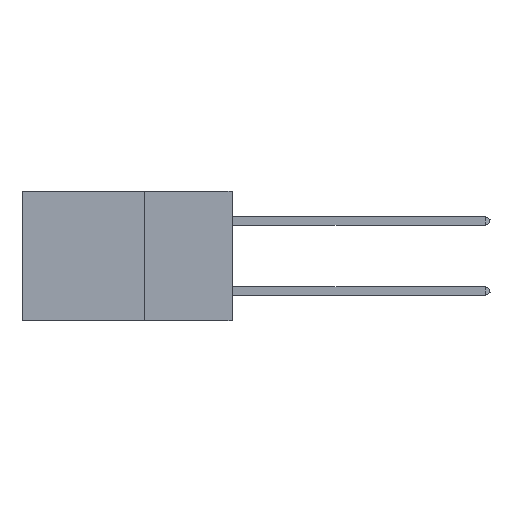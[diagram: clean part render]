
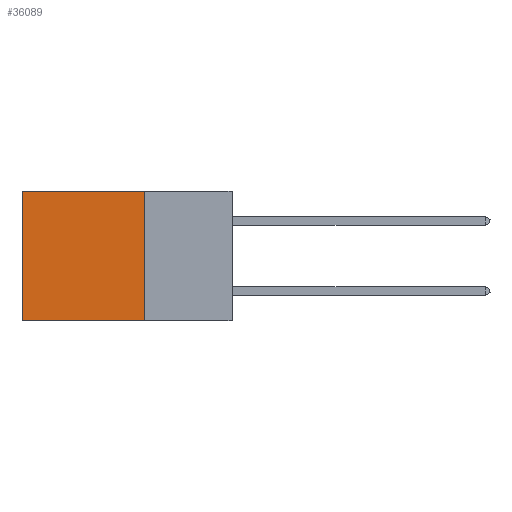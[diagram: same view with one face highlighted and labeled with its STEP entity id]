
A CAD part, left-side view. The second image highlights one B-rep face of the part: STEP entity #36089.
In plain terms, the highlighted planar face has unit normal (-1, 0, 0).
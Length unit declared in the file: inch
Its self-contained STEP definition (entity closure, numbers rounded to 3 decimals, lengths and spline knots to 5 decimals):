
#826 = VERTEX_POINT ( 'NONE', #5210 ) ;
#3457 = ORIENTED_EDGE ( 'NONE', *, *, #31601, .T. ) ;
#3468 = VECTOR ( 'NONE', #3703, 39.37008 ) ;
#3545 = CARTESIAN_POINT ( 'NONE',  ( 0.2875, 0.25, 0. ) ) ;
#3588 = VECTOR ( 'NONE', #30747, 39.37008 ) ;
#3703 = DIRECTION ( 'NONE',  ( 0., 0., -1. ) ) ;
#4707 = EDGE_LOOP ( 'NONE', ( #3457, #27635, #40215, #34876 ) ) ;
#5210 = CARTESIAN_POINT ( 'NONE',  ( 0.2875, 0.25, 0. ) ) ;
#6125 = DIRECTION ( 'NONE',  ( 0., 0., -1. ) ) ;
#9868 = PLANE ( 'NONE',  #20743 ) ;
#13343 = CARTESIAN_POINT ( 'NONE',  ( 0.2875, 0.25, -0.37 ) ) ;
#13602 = CARTESIAN_POINT ( 'NONE',  ( 0.2875, 0.6, 0. ) ) ;
#13949 = FACE_OUTER_BOUND ( 'NONE', #4707, .T. ) ;
#18972 = VECTOR ( 'NONE', #20489, 39.37008 ) ;
#20489 = DIRECTION ( 'NONE',  ( 0., 0., -1. ) ) ;
#20743 = AXIS2_PLACEMENT_3D ( 'NONE', #33996, #23412, #6125 ) ;
#22604 = CARTESIAN_POINT ( 'NONE',  ( 0.2875, 0.6, -0.37 ) ) ;
#23412 = DIRECTION ( 'NONE',  ( 1., 0., 0. ) ) ;
#23634 = EDGE_CURVE ( 'NONE', #826, #42094, #32840, .T. ) ;
#23675 = DIRECTION ( 'NONE',  ( 0., 1., 0. ) ) ;
#27304 = CARTESIAN_POINT ( 'NONE',  ( 0.2875, 0.25, -0.37 ) ) ;
#27635 = ORIENTED_EDGE ( 'NONE', *, *, #40933, .F. ) ;
#28244 = CARTESIAN_POINT ( 'NONE',  ( 0.2875, 0.6, 0. ) ) ;
#28599 = VERTEX_POINT ( 'NONE', #13343 ) ;
#30747 = DIRECTION ( 'NONE',  ( 0., 1., 0. ) ) ;
#31128 = EDGE_CURVE ( 'NONE', #826, #28599, #39947, .T. ) ;
#31601 = EDGE_CURVE ( 'NONE', #42094, #34305, #37190, .T. ) ;
#32840 = LINE ( 'NONE', #3545, #39298 ) ;
#33996 = CARTESIAN_POINT ( 'NONE',  ( 0.2875, 0.25, 0. ) ) ;
#34305 = VERTEX_POINT ( 'NONE', #22604 ) ;
#34876 = ORIENTED_EDGE ( 'NONE', *, *, #23634, .T. ) ;
#35179 = CARTESIAN_POINT ( 'NONE',  ( 0.2875, 0.25, 0. ) ) ;
#36089 = ADVANCED_FACE ( 'NONE', ( #13949 ), #9868, .F. ) ;
#37190 = LINE ( 'NONE', #13602, #18972 ) ;
#39298 = VECTOR ( 'NONE', #23675, 39.37008 ) ;
#39947 = LINE ( 'NONE', #35179, #3468 ) ;
#40215 = ORIENTED_EDGE ( 'NONE', *, *, #31128, .F. ) ;
#40621 = LINE ( 'NONE', #27304, #3588 ) ;
#40933 = EDGE_CURVE ( 'NONE', #28599, #34305, #40621, .T. ) ;
#42094 = VERTEX_POINT ( 'NONE', #28244 ) ;
